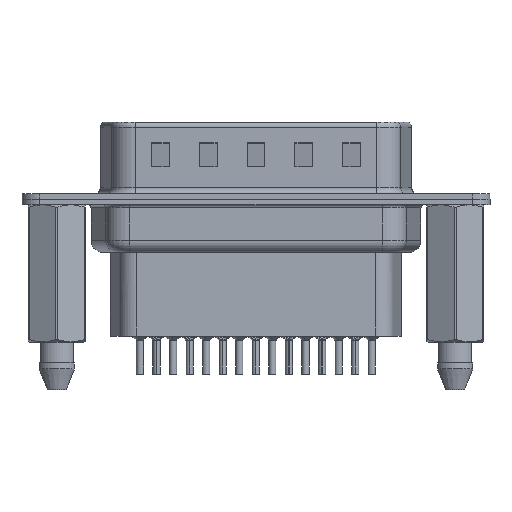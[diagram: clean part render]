
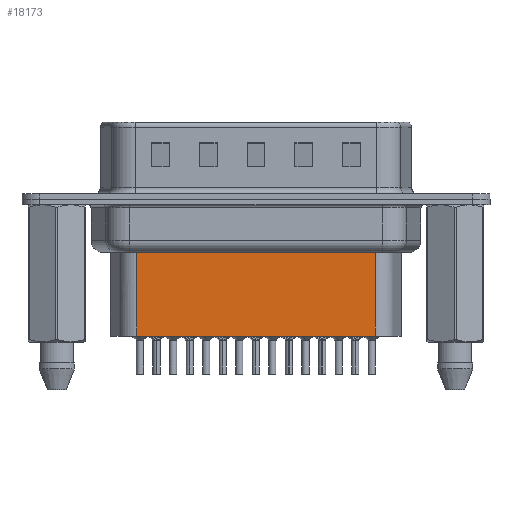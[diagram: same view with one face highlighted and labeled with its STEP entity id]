
A CAD part, front view. The second image highlights one B-rep face of the part: STEP entity #18173.
In plain terms, the highlighted planar face has unit normal (0, -1, 0).
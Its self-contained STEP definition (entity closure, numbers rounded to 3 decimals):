
#2252 = VERTEX_POINT ( 'NONE', #8445 ) ;
#2397 = DIRECTION ( 'NONE',  ( 0., 0., -1. ) ) ;
#2401 = ORIENTED_EDGE ( 'NONE', *, *, #5376, .T. ) ;
#2506 = CARTESIAN_POINT ( 'NONE',  ( 6.434, -3.5, -4.097 ) ) ;
#3644 = VERTEX_POINT ( 'NONE', #14782 ) ;
#5117 = ORIENTED_EDGE ( 'NONE', *, *, #9558, .F. ) ;
#5376 = EDGE_CURVE ( 'NONE', #3644, #11290, #11981, .T. ) ;
#5866 = LINE ( 'NONE', #11678, #20039 ) ;
#7035 = VECTOR ( 'NONE', #23221, 1000. ) ;
#8445 = CARTESIAN_POINT ( 'NONE',  ( 26.619, -3.5, -11.45 ) ) ;
#8716 = CARTESIAN_POINT ( 'NONE',  ( 6.681, -3.5, -3.1 ) ) ;
#9518 = CARTESIAN_POINT ( 'NONE',  ( 26.619, -3.5, -4.097 ) ) ;
#9558 = EDGE_CURVE ( 'NONE', #2252, #11290, #17480, .T. ) ;
#9705 = CARTESIAN_POINT ( 'NONE',  ( 6.681, -3.5, -11.45 ) ) ;
#9969 = VERTEX_POINT ( 'NONE', #9518 ) ;
#10522 = PLANE ( 'NONE',  #17667 ) ;
#10604 = DIRECTION ( 'NONE',  ( 1., 0., 0. ) ) ;
#11290 = VERTEX_POINT ( 'NONE', #12440 ) ;
#11678 = CARTESIAN_POINT ( 'NONE',  ( 26.619, -3.5, -3.1 ) ) ;
#11981 = LINE ( 'NONE', #12467, #7035 ) ;
#12079 = EDGE_CURVE ( 'NONE', #9969, #2252, #5866, .T. ) ;
#12440 = CARTESIAN_POINT ( 'NONE',  ( 6.681, -3.5, -11.45 ) ) ;
#12467 = CARTESIAN_POINT ( 'NONE',  ( 6.681, -3.5, -3.1 ) ) ;
#13077 = LINE ( 'NONE', #2506, #22902 ) ;
#14166 = FACE_OUTER_BOUND ( 'NONE', #17542, .T. ) ;
#14782 = CARTESIAN_POINT ( 'NONE',  ( 6.681, -3.5, -4.097 ) ) ;
#15320 = ORIENTED_EDGE ( 'NONE', *, *, #12079, .F. ) ;
#15478 = DIRECTION ( 'NONE',  ( -1., 0., 0. ) ) ;
#16341 = VECTOR ( 'NONE', #22636, 1000. ) ;
#17091 = EDGE_CURVE ( 'NONE', #9969, #3644, #13077, .T. ) ;
#17480 = LINE ( 'NONE', #9705, #16341 ) ;
#17542 = EDGE_LOOP ( 'NONE', ( #15320, #20393, #2401, #5117 ) ) ;
#17667 = AXIS2_PLACEMENT_3D ( 'NONE', #8716, #21652, #10604 ) ;
#18173 = ADVANCED_FACE ( 'NONE', ( #14166 ), #10522, .T. ) ;
#20039 = VECTOR ( 'NONE', #2397, 1000. ) ;
#20393 = ORIENTED_EDGE ( 'NONE', *, *, #17091, .T. ) ;
#21652 = DIRECTION ( 'NONE',  ( 0., -1., 0. ) ) ;
#22636 = DIRECTION ( 'NONE',  ( -1., 0., 0. ) ) ;
#22902 = VECTOR ( 'NONE', #15478, 1000. ) ;
#23221 = DIRECTION ( 'NONE',  ( 0., 0., -1. ) ) ;
